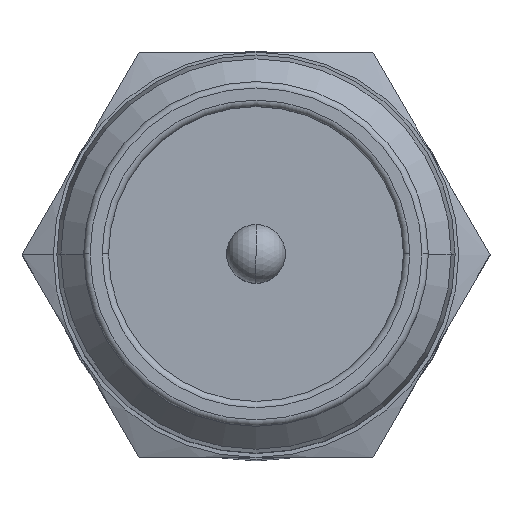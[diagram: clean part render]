
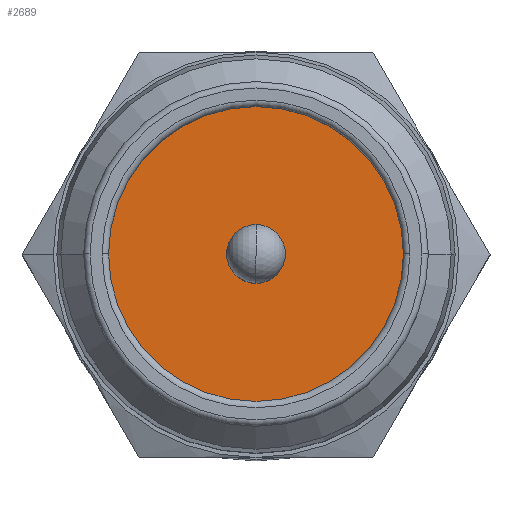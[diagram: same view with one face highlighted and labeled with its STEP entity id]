
A CAD part, top view. The second image highlights one B-rep face of the part: STEP entity #2689.
In plain terms, the highlighted planar face has unit normal (0, 0, 1).
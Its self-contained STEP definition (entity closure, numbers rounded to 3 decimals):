
#64 = AXIS2_PLACEMENT_3D ( 'NONE', #1635, #162, #1430 ) ;
#66 = DIRECTION ( 'NONE',  ( 0., 0., 1. ) ) ;
#162 = DIRECTION ( 'NONE',  ( 0., 0., 1. ) ) ;
#167 = EDGE_CURVE ( 'NONE', #2727, #2751, #2289, .T. ) ;
#175 = ORIENTED_EDGE ( 'NONE', *, *, #1943, .F. ) ;
#355 = FACE_BOUND ( 'NONE', #2717, .T. ) ;
#456 = AXIS2_PLACEMENT_3D ( 'NONE', #1414, #1873, #1652 ) ;
#467 = ORIENTED_EDGE ( 'NONE', *, *, #167, .F. ) ;
#626 = DIRECTION ( 'NONE',  ( -1., 0., 0. ) ) ;
#679 = CARTESIAN_POINT ( 'NONE',  ( -2.31, 0., -1.158 ) ) ;
#690 = AXIS2_PLACEMENT_3D ( 'NONE', #1944, #66, #2148 ) ;
#693 = CIRCLE ( 'NONE', #456, 2.31 ) ;
#738 = DIRECTION ( 'NONE',  ( -1., 0., 0. ) ) ;
#769 = CIRCLE ( 'NONE', #690, 0.46 ) ;
#801 = CIRCLE ( 'NONE', #1956, 2.31 ) ;
#985 = VERTEX_POINT ( 'NONE', #679 ) ;
#1071 = ORIENTED_EDGE ( 'NONE', *, *, #1487, .F. ) ;
#1224 = EDGE_LOOP ( 'NONE', ( #175, #2627 ) ) ;
#1228 = VERTEX_POINT ( 'NONE', #2076 ) ;
#1312 = AXIS2_PLACEMENT_3D ( 'NONE', #2019, #2032, #738 ) ;
#1414 = CARTESIAN_POINT ( 'NONE',  ( 0., 0., -1.158 ) ) ;
#1430 = DIRECTION ( 'NONE',  ( -1., 0., 0. ) ) ;
#1487 = EDGE_CURVE ( 'NONE', #2751, #2727, #769, .T. ) ;
#1617 = EDGE_CURVE ( 'NONE', #985, #1228, #801, .T. ) ;
#1635 = CARTESIAN_POINT ( 'NONE',  ( 0., 0., -1.158 ) ) ;
#1652 = DIRECTION ( 'NONE',  ( -1., 0., 0. ) ) ;
#1753 = DIRECTION ( 'NONE',  ( 0., 0., -1. ) ) ;
#1819 = PLANE ( 'NONE',  #1312 ) ;
#1873 = DIRECTION ( 'NONE',  ( 0., 0., -1. ) ) ;
#1943 = EDGE_CURVE ( 'NONE', #1228, #985, #693, .T. ) ;
#1944 = CARTESIAN_POINT ( 'NONE',  ( 0., 0., -1.158 ) ) ;
#1956 = AXIS2_PLACEMENT_3D ( 'NONE', #2190, #1753, #626 ) ;
#1985 = FACE_OUTER_BOUND ( 'NONE', #1224, .T. ) ;
#2019 = CARTESIAN_POINT ( 'NONE',  ( 0., 0., -1.158 ) ) ;
#2032 = DIRECTION ( 'NONE',  ( 0., 0., -1. ) ) ;
#2076 = CARTESIAN_POINT ( 'NONE',  ( 2.31, 0., -1.158 ) ) ;
#2148 = DIRECTION ( 'NONE',  ( -1., 0., 0. ) ) ;
#2190 = CARTESIAN_POINT ( 'NONE',  ( 0., 0., -1.158 ) ) ;
#2278 = CARTESIAN_POINT ( 'NONE',  ( -0.46, 0., -1.158 ) ) ;
#2289 = CIRCLE ( 'NONE', #64, 0.46 ) ;
#2627 = ORIENTED_EDGE ( 'NONE', *, *, #1617, .F. ) ;
#2678 = CARTESIAN_POINT ( 'NONE',  ( 0.46, 0., -1.158 ) ) ;
#2689 = ADVANCED_FACE ( 'NONE', ( #355, #1985 ), #1819, .F. ) ;
#2717 = EDGE_LOOP ( 'NONE', ( #467, #1071 ) ) ;
#2727 = VERTEX_POINT ( 'NONE', #2678 ) ;
#2751 = VERTEX_POINT ( 'NONE', #2278 ) ;
